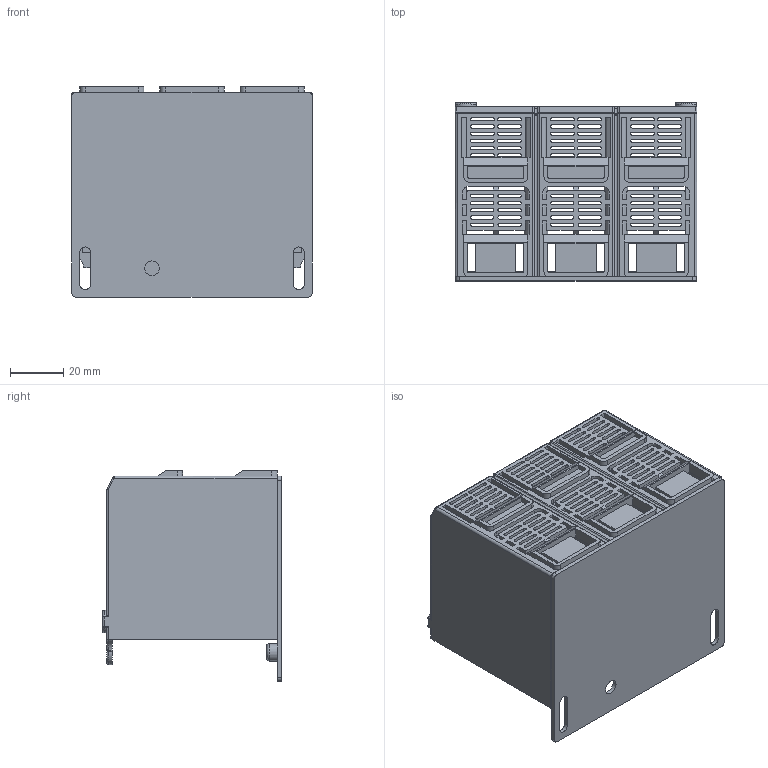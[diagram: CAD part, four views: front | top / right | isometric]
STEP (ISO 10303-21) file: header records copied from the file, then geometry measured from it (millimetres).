
FILE_DESCRIPTION((''),'2;1');
FILE_NAME('ASM0267_ASM','2021-09-16T08:37:57',('zhxmin'),(''),'CREO PARAMETRIC BY PTC INC, 2018020','CREO PARAMETRIC BY PTC INC, 2018020','');
FILE_SCHEMA(('CONFIG_CONTROL_DESIGN','SHAPE_APPEARANCE_LAYERS_GROUPS'));
Length unit declared in the file: millimetre
Products named in the file (3): 125-3P-CHANGHUZHAO; 125-3P-CHANGHUZHAO-GEBAN; ASM0267_ASM
Assembly tree (2 placements, depth 2):
  ASM0267_ASM
    125-3P-CHANGHUZHAO
    125-3P-CHANGHUZHAO-GEBAN
Bounding box: 90.6 x 66.9 x 78.8 mm (x, y, z)
Volume: 61304.9 mm3; surface area: 78291.7 mm2
Topology: 2 solids, 2 shells, 857 faces, 2454 edges, 1584 vertices
Faces by surface type: plane 515, cylinder 279, bspline 24, sphere 22, torus 11, cone 6
Entity records: 36569 total; most frequent: CARTESIAN_POINT 6412, ORIENTED_EDGE 4908, DIRECTION 4633, EDGE_CURVE 2454, PRESENTATION_STYLE_ASSIGNMENT 2301, STYLED_ITEM 2301, CURVE_STYLE 2300, VECTOR 1769
